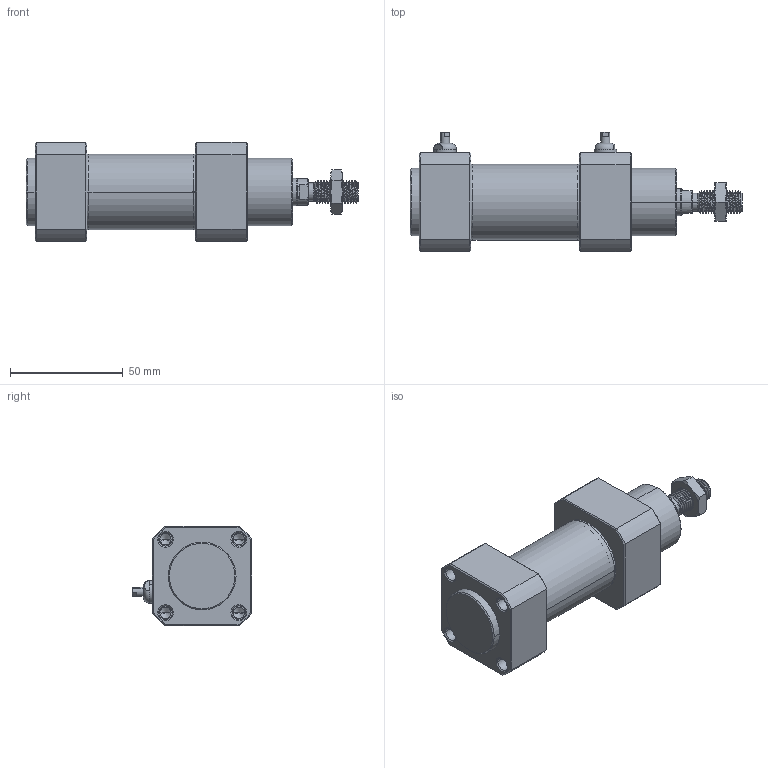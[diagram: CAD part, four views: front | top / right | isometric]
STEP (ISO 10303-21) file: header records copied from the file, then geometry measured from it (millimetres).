
FILE_DESCRIPTION (( 'STEP AP214' ), '1' );
FILE_NAME ('U032 0000 1522.STEP', '2021-05-06T05:04:01', ( '' ), ( '' ), 'SwSTEP 2.0', 'SolidWorks 2019', '' );
FILE_SCHEMA (( 'AUTOMOTIVE_DESIGN' ));
Length unit declared in the file: millimetre
Products named in the file (19): Bremseskrue 32-50 VDMA; 9041-01; Afstryger (32-125)_407284; Stempeltætning_E43224N3578; ORING 3,80 X 1,25; Oring_ORING 29,87 X 1,78; U1903030_U1903030; U032 0000 1522; 9032-36JB2; Magnet_9340; 1032-15; Leje_PAP1210P11; Bremsepakning_PP1422N3589; 9032-35-R_1032-35-48; 9040-01; Bolt-DIN912_M6x30; 1032-22; 9012-34_9012-34-0
Assembly tree (25 placements, depth 3):
  U032 0000 1522
    9012-34_9012-34-0
    1032-22
    9032-35-R_1032-35-48
    1032-15
    Bremseskrue 32-50 VDMA
      9040-01
      9041-01
      ORING 3,80 X 1,25
    Bremseskrue 32-50 VDMA
      9040-01
      9041-01
      ORING 3,80 X 1,25
    Afstryger (32-125)_407284
    9032-36JB2  x2
    U1903030_U1903030
    Leje_PAP1210P11
    Magnet_9340
    Bremsepakning_PP1422N3589  x2
    Stempeltætning_E43224N3578  x2
    Bolt-DIN912_M6x30
    Oring_ORING 29,87 X 1,78  x2
Bounding box: 147 x 52.97 x 44 mm (x, y, z)
Volume: 132209.9 mm3; surface area: 68693 mm2
Topology: 23 solids, 23 shells, 798 faces, 1858 edges, 1146 vertices
Faces by surface type: cylinder 321, plane 206, cone 188, torus 68, bspline 15
Entity records: 32570 total; most frequent: CARTESIAN_POINT 17216, DIRECTION 3092, ORIENTED_EDGE 3032, EDGE_CURVE 1516, AXIS2_PLACEMENT_3D 1276, VERTEX_POINT 949, EDGE_LOOP 739, ADVANCED_FACE 651
